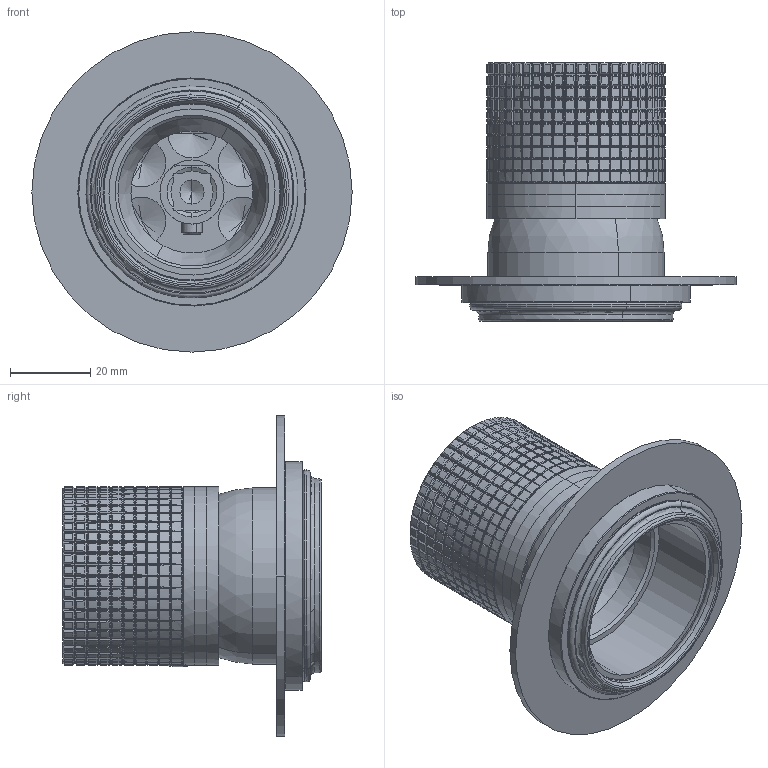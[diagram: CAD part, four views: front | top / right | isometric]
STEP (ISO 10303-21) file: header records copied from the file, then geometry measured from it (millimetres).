
FILE_DESCRIPTION(('CATIA V5 STEP Exchange','CAx-IF Rec.Pracs.--- Model Styling and Organization---1.5--- 2016-08-15','CAx-IF Rec.Pracs.---Supplemental Geometry---1.0---2011-11-01','CAx-IF Rec.Pracs.--- Composite Materials ---3.4---2017-06-13','CAx-IF Rec.Pracs.---Tessellated 3D Geometry---1.0---2015-12-17'),'2;1');
FILE_NAME('X1 00300.stp','2022-09-15T12:50:00+00:00',('none'),('none'),'CATIA Version 5-6 Release 2020 SP2','CATIA V5 STEP AP242 v2','none');
FILE_SCHEMA(('AP242_MANAGED_MODEL_BASED_3D_ENGINEERING_MIM_LF {1 0 10303 442 1 1 4}'));
Products named in the file (9): X1 00300; P47263; P47260; PR98127; P45393; P44110; P42743; P50533; P52184
Assembly tree (8 placements, depth 3):
  X1 00300
    P47263
    P47260
    PR98127
      P45393
      P44110
    P42743
    P50533
    P52184
Bounding box: 80 x 64.6 x 80 mm (x, y, z)
Volume: 45199.1 mm3; surface area: 40045.8 mm2
Topology: 7 solids, 7 shells, 2809 faces, 8864 edges, 6070 vertices
Faces by surface type: plane 910, cone 712, cylinder 553, extrusion 428, torus 192, bspline 10, sphere 4
Entity records: 103627 total; most frequent: CARTESIAN_POINT 41961, ORIENTED_EDGE 17696, EDGE_CURVE 8848, B_SPLINE_CURVE_WITH_KNOTS 6212, VERTEX_POINT 6070, DIRECTION 3938, EDGE_LOOP 2838, ADVANCED_FACE 2809
